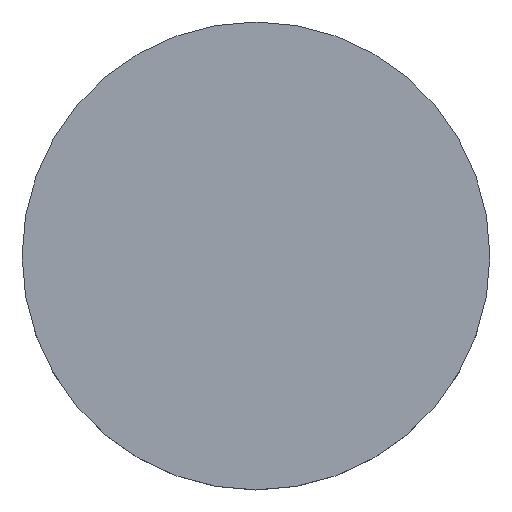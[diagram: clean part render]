
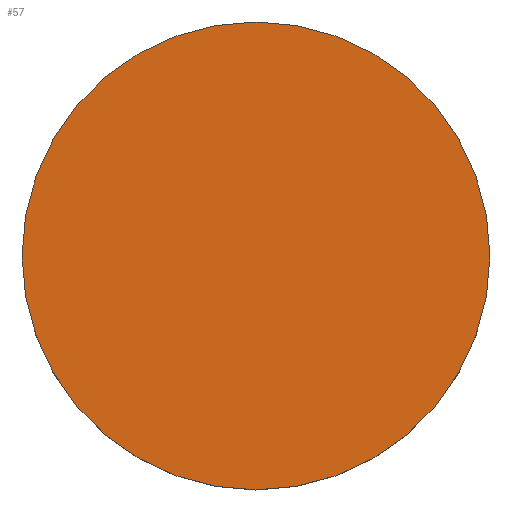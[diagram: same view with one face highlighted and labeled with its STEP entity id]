
A CAD part, top view. The second image highlights one B-rep face of the part: STEP entity #57.
In plain terms, the highlighted planar face has unit normal (0, 0, 1).
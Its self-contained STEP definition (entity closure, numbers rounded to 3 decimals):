
#6 = VERTEX_POINT ( 'NONE', #86 ) ;
#12 = AXIS2_PLACEMENT_3D ( 'NONE', #130, #182, #59 ) ;
#26 = ORIENTED_EDGE ( 'NONE', *, *, #211, .F. ) ;
#27 = CARTESIAN_POINT ( 'NONE',  ( 0., 13.158, 2.2 ) ) ;
#28 = CIRCLE ( 'NONE', #12, 6.35 ) ;
#31 = CARTESIAN_POINT ( 'NONE',  ( -6.35, 0., 2.2 ) ) ;
#43 = DIRECTION ( 'NONE',  ( 0., 0., -1. ) ) ;
#54 = EDGE_CURVE ( 'NONE', #6, #109, #179, .T. ) ;
#57 = ADVANCED_FACE ( 'NONE', ( #84 ), #119, .T. ) ;
#59 = DIRECTION ( 'NONE',  ( 1., 0., 0. ) ) ;
#66 = AXIS2_PLACEMENT_3D ( 'NONE', #27, #224, #209 ) ;
#68 = DIRECTION ( 'NONE',  ( 1., 0., 0. ) ) ;
#70 = ORIENTED_EDGE ( 'NONE', *, *, #54, .F. ) ;
#84 = FACE_OUTER_BOUND ( 'NONE', #235, .T. ) ;
#86 = CARTESIAN_POINT ( 'NONE',  ( 6.35, 0., 2.2 ) ) ;
#109 = VERTEX_POINT ( 'NONE', #31 ) ;
#119 = PLANE ( 'NONE',  #66 ) ;
#130 = CARTESIAN_POINT ( 'NONE',  ( 0., 0., 2.2 ) ) ;
#137 = CARTESIAN_POINT ( 'NONE',  ( 0., 0., 2.2 ) ) ;
#179 = CIRCLE ( 'NONE', #205, 6.35 ) ;
#182 = DIRECTION ( 'NONE',  ( 0., 0., -1. ) ) ;
#205 = AXIS2_PLACEMENT_3D ( 'NONE', #137, #43, #68 ) ;
#209 = DIRECTION ( 'NONE',  ( 1., 0., 0. ) ) ;
#211 = EDGE_CURVE ( 'NONE', #109, #6, #28, .T. ) ;
#224 = DIRECTION ( 'NONE',  ( 0., 0., 1. ) ) ;
#235 = EDGE_LOOP ( 'NONE', ( #70, #26 ) ) ;
